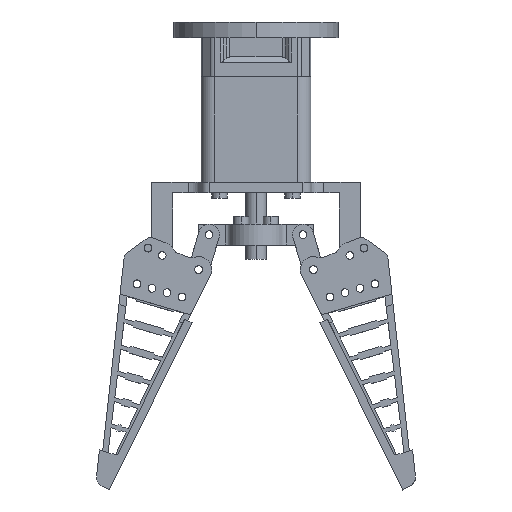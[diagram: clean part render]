
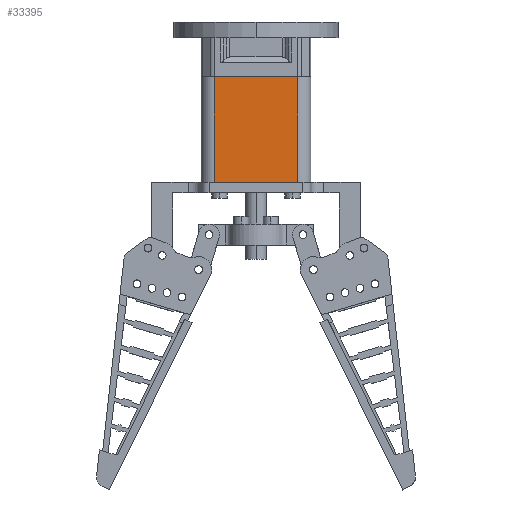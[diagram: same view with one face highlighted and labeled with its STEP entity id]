
A CAD part, top view. The second image highlights one B-rep face of the part: STEP entity #33395.
In plain terms, the highlighted planar face has unit normal (0, 0, 1).
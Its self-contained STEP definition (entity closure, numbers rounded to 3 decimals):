
#655 = ORIENTED_EDGE ( 'NONE', *, *, #21368, .F. ) ;
#3214 = CARTESIAN_POINT ( 'NONE',  ( 16., 40.5, 21. ) ) ;
#3662 = DIRECTION ( 'NONE',  ( 0., 0., -1. ) ) ;
#4379 = CARTESIAN_POINT ( 'NONE',  ( 16., 0., 21. ) ) ;
#5806 = VECTOR ( 'NONE', #19784, 1000. ) ;
#6199 = ORIENTED_EDGE ( 'NONE', *, *, #7313, .F. ) ;
#6439 = VERTEX_POINT ( 'NONE', #14092 ) ;
#7106 = LINE ( 'NONE', #8807, #5806 ) ;
#7313 = EDGE_CURVE ( 'NONE', #6439, #34941, #13177, .T. ) ;
#7489 = DIRECTION ( 'NONE',  ( -1., 0., 0. ) ) ;
#8807 = CARTESIAN_POINT ( 'NONE',  ( 16., 40.5, 21. ) ) ;
#8894 = LINE ( 'NONE', #13520, #11403 ) ;
#9340 = CARTESIAN_POINT ( 'NONE',  ( -16., 40.5, 21. ) ) ;
#11403 = VECTOR ( 'NONE', #29811, 1000. ) ;
#12597 = EDGE_LOOP ( 'NONE', ( #27673, #6199, #19601, #655 ) ) ;
#12832 = LINE ( 'NONE', #18202, #30995 ) ;
#13177 = LINE ( 'NONE', #9340, #33022 ) ;
#13520 = CARTESIAN_POINT ( 'NONE',  ( -16., 40.5, 21. ) ) ;
#14092 = CARTESIAN_POINT ( 'NONE',  ( -16., 40.5, 21. ) ) ;
#14341 = CARTESIAN_POINT ( 'NONE',  ( -16., 40.5, 21. ) ) ;
#14911 = FACE_OUTER_BOUND ( 'NONE', #12597, .T. ) ;
#16779 = EDGE_CURVE ( 'NONE', #16818, #6439, #8894, .T. ) ;
#16818 = VERTEX_POINT ( 'NONE', #24400 ) ;
#16970 = DIRECTION ( 'NONE',  ( -1., 0., 0. ) ) ;
#17556 = DIRECTION ( 'NONE',  ( 1., 0., 0. ) ) ;
#18202 = CARTESIAN_POINT ( 'NONE',  ( -16., 0., 21. ) ) ;
#19601 = ORIENTED_EDGE ( 'NONE', *, *, #16779, .F. ) ;
#19784 = DIRECTION ( 'NONE',  ( 0., -1., 0. ) ) ;
#21368 = EDGE_CURVE ( 'NONE', #31933, #16818, #12832, .T. ) ;
#24400 = CARTESIAN_POINT ( 'NONE',  ( -16., 0., 21. ) ) ;
#27673 = ORIENTED_EDGE ( 'NONE', *, *, #32175, .F. ) ;
#27990 = AXIS2_PLACEMENT_3D ( 'NONE', #14341, #3662, #16970 ) ;
#29811 = DIRECTION ( 'NONE',  ( 0., 1., 0. ) ) ;
#30995 = VECTOR ( 'NONE', #7489, 1000. ) ;
#31933 = VERTEX_POINT ( 'NONE', #4379 ) ;
#32175 = EDGE_CURVE ( 'NONE', #34941, #31933, #7106, .T. ) ;
#33022 = VECTOR ( 'NONE', #17556, 1000. ) ;
#33118 = PLANE ( 'NONE',  #27990 ) ;
#33395 = ADVANCED_FACE ( 'NONE', ( #14911 ), #33118, .F. ) ;
#34941 = VERTEX_POINT ( 'NONE', #3214 ) ;
